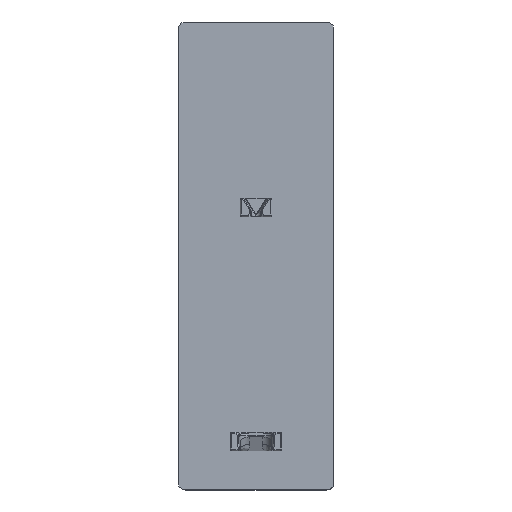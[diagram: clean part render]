
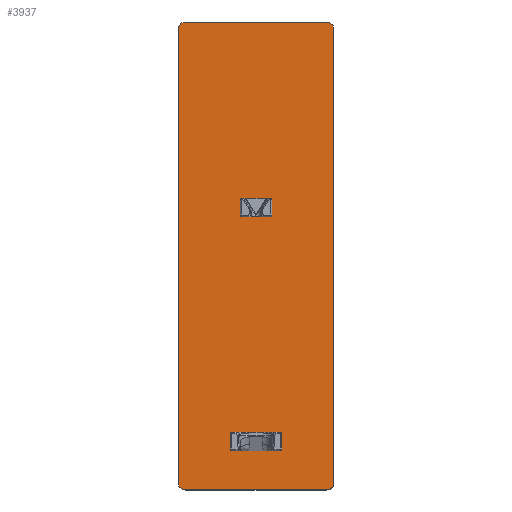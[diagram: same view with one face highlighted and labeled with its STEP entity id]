
A CAD part, top view. The second image highlights one B-rep face of the part: STEP entity #3937.
In plain terms, the highlighted free-form (B-spline) face has degree [1, 1] with [2, 2] control points.
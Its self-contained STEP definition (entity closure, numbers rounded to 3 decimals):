
#3364 = VERTEX_POINT('',#3365);
#3365 = CARTESIAN_POINT('',(316.514,29.972,
    17.154));
#3370 = EDGE_CURVE('',#3371,#3364,#3373,.T.);
#3371 = VERTEX_POINT('',#3372);
#3372 = CARTESIAN_POINT('',(326.296,29.972,
    17.154));
#3373 = B_SPLINE_CURVE_WITH_KNOTS('',1,(#3374,#3375),.UNSPECIFIED.,.F.,
  .F.,(2,2),(-15.743,-8.073),.PIECEWISE_BEZIER_KNOTS.);
#3374 = CARTESIAN_POINT('',(326.296,29.972,
    17.154));
#3375 = CARTESIAN_POINT('',(316.514,29.972,
    17.154));
#3407 = VERTEX_POINT('',#3408);
#3408 = CARTESIAN_POINT('',(326.296,33.799,
    17.154));
#3413 = EDGE_CURVE('',#3414,#3407,#3416,.T.);
#3414 = VERTEX_POINT('',#3415);
#3415 = CARTESIAN_POINT('',(316.514,33.799,
    17.154));
#3416 = B_SPLINE_CURVE_WITH_KNOTS('',1,(#3417,#3418),.UNSPECIFIED.,.F.,
  .F.,(2,2),(11.908,19.578),.PIECEWISE_BEZIER_KNOTS.);
#3417 = CARTESIAN_POINT('',(316.514,33.799,
    17.154));
#3418 = CARTESIAN_POINT('',(326.296,33.799,
    17.154));
#3602 = VERTEX_POINT('',#3603);
#3603 = CARTESIAN_POINT('',(316.514,190.675,
    17.154));
#3608 = EDGE_CURVE('',#3609,#3602,#3611,.T.);
#3609 = VERTEX_POINT('',#3610);
#3610 = CARTESIAN_POINT('',(326.296,190.675,
    17.154));
#3611 = B_SPLINE_CURVE_WITH_KNOTS('',1,(#3612,#3613),.UNSPECIFIED.,.F.,
  .F.,(2,2),(-15.743,-8.073),.PIECEWISE_BEZIER_KNOTS.);
#3612 = CARTESIAN_POINT('',(326.296,190.675,
    17.154));
#3613 = CARTESIAN_POINT('',(316.514,190.675,
    17.154));
#3645 = VERTEX_POINT('',#3646);
#3646 = CARTESIAN_POINT('',(326.296,194.501,
    17.154));
#3651 = EDGE_CURVE('',#3652,#3645,#3654,.T.);
#3652 = VERTEX_POINT('',#3653);
#3653 = CARTESIAN_POINT('',(316.514,194.501,
    17.154));
#3654 = B_SPLINE_CURVE_WITH_KNOTS('',1,(#3655,#3656),.UNSPECIFIED.,.F.,
  .F.,(2,2),(11.908,19.578),.PIECEWISE_BEZIER_KNOTS.);
#3655 = CARTESIAN_POINT('',(316.514,194.501,
    17.154));
#3656 = CARTESIAN_POINT('',(326.296,194.501,
    17.154));
#3832 = EDGE_CURVE('',#3407,#3371,#3833,.T.);
#3833 = ( BOUNDED_CURVE() B_SPLINE_CURVE(2,(#3834,#3835,#3836,#3837,
#3838),.UNSPECIFIED.,.F.,.F.) B_SPLINE_CURVE_WITH_KNOTS((3,2,3),(
    4.712,6.283,7.854),
.PIECEWISE_BEZIER_KNOTS.) CURVE() GEOMETRIC_REPRESENTATION_ITEM() 
RATIONAL_B_SPLINE_CURVE((1.,0.707,1.,0.707,1.)) 
REPRESENTATION_ITEM('') );
#3834 = CARTESIAN_POINT('',(326.296,33.799,
    17.154));
#3835 = CARTESIAN_POINT('',(328.21,33.799,
    17.154));
#3836 = CARTESIAN_POINT('',(328.21,31.885,
    17.154));
#3837 = CARTESIAN_POINT('',(328.21,29.972,
    17.154));
#3838 = CARTESIAN_POINT('',(326.296,29.972,
    17.154));
#3855 = EDGE_CURVE('',#3364,#3414,#3856,.T.);
#3856 = ( BOUNDED_CURVE() B_SPLINE_CURVE(2,(#3857,#3858,#3859,#3860,
#3861),.UNSPECIFIED.,.F.,.F.) B_SPLINE_CURVE_WITH_KNOTS((3,2,3),(
    1.571,3.142,4.712),
.PIECEWISE_BEZIER_KNOTS.) CURVE() GEOMETRIC_REPRESENTATION_ITEM() 
RATIONAL_B_SPLINE_CURVE((1.,0.707,1.,0.707,1.)) 
REPRESENTATION_ITEM('') );
#3857 = CARTESIAN_POINT('',(316.514,29.972,
    17.154));
#3858 = CARTESIAN_POINT('',(314.601,29.972,
    17.154));
#3859 = CARTESIAN_POINT('',(314.601,31.885,
    17.154));
#3860 = CARTESIAN_POINT('',(314.601,33.799,
    17.154));
#3861 = CARTESIAN_POINT('',(316.514,33.799,
    17.154));
#3918 = EDGE_CURVE('',#3645,#3609,#3919,.T.);
#3919 = ( BOUNDED_CURVE() B_SPLINE_CURVE(2,(#3920,#3921,#3922,#3923,
#3924),.UNSPECIFIED.,.F.,.F.) B_SPLINE_CURVE_WITH_KNOTS((3,2,3),(
    4.712,6.283,7.854),
.PIECEWISE_BEZIER_KNOTS.) CURVE() GEOMETRIC_REPRESENTATION_ITEM() 
RATIONAL_B_SPLINE_CURVE((1.,0.707,1.,0.707,1.)) 
REPRESENTATION_ITEM('') );
#3920 = CARTESIAN_POINT('',(326.296,194.501,
    17.154));
#3921 = CARTESIAN_POINT('',(328.21,194.501,
    17.154));
#3922 = CARTESIAN_POINT('',(328.21,192.588,
    17.154));
#3923 = CARTESIAN_POINT('',(328.21,190.675,
    17.154));
#3924 = CARTESIAN_POINT('',(326.296,190.675,
    17.154));
#3937 = ADVANCED_FACE('',(#3938,#4000,#4013),#4019,.T.);
#3938 = FACE_BOUND('',#3939,.T.);
#3939 = EDGE_LOOP('',(#3940,#3949,#3957,#3964,#3972,#3979,#3987,#3994));
#3940 = ORIENTED_EDGE('',*,*,#3941,.T.);
#3941 = EDGE_CURVE('',#3942,#3944,#3946,.T.);
#3942 = VERTEX_POINT('',#3943);
#3943 = CARTESIAN_POINT('',(267.838,315.028,
    17.154));
#3944 = VERTEX_POINT('',#3945);
#3945 = CARTESIAN_POINT('',(267.838,3.826,
    17.154));
#3946 = B_SPLINE_CURVE_WITH_KNOTS('',1,(#3947,#3948),.UNSPECIFIED.,.F.,
  .F.,(2,2),(-143.001,100.999),.PIECEWISE_BEZIER_KNOTS.);
#3947 = CARTESIAN_POINT('',(267.838,315.028,
    17.154));
#3948 = CARTESIAN_POINT('',(267.838,3.826,
    17.154));
#3949 = ORIENTED_EDGE('',*,*,#3950,.T.);
#3950 = EDGE_CURVE('',#3944,#3951,#3953,.T.);
#3951 = VERTEX_POINT('',#3952);
#3952 = CARTESIAN_POINT('',(272.939,-1.275,
    17.154));
#3953 = ( BOUNDED_CURVE() B_SPLINE_CURVE(2,(#3954,#3955,#3956),
.UNSPECIFIED.,.F.,.F.) B_SPLINE_CURVE_WITH_KNOTS((3,3),(4.712,
6.283),.PIECEWISE_BEZIER_KNOTS.) CURVE() 
GEOMETRIC_REPRESENTATION_ITEM() RATIONAL_B_SPLINE_CURVE((1.,
0.707,1.)) REPRESENTATION_ITEM('') );
#3954 = CARTESIAN_POINT('',(267.838,3.826,
    17.154));
#3955 = CARTESIAN_POINT('',(267.838,-1.275,
    17.154));
#3956 = CARTESIAN_POINT('',(272.939,-1.275,
    17.154));
#3957 = ORIENTED_EDGE('',*,*,#3958,.T.);
#3958 = EDGE_CURVE('',#3951,#3959,#3961,.T.);
#3959 = VERTEX_POINT('',#3960);
#3960 = CARTESIAN_POINT('',(369.871,-1.275,
    17.154));
#3961 = B_SPLINE_CURVE_WITH_KNOTS('',1,(#3962,#3963),.UNSPECIFIED.,.F.,
  .F.,(2,2),(-35.999,40.001),.PIECEWISE_BEZIER_KNOTS.);
#3962 = CARTESIAN_POINT('',(272.939,-1.275,
    17.154));
#3963 = CARTESIAN_POINT('',(369.871,-1.275,
    17.154));
#3964 = ORIENTED_EDGE('',*,*,#3965,.F.);
#3965 = EDGE_CURVE('',#3966,#3959,#3968,.T.);
#3966 = VERTEX_POINT('',#3967);
#3967 = CARTESIAN_POINT('',(374.973,3.826,
    17.154));
#3968 = ( BOUNDED_CURVE() B_SPLINE_CURVE(2,(#3969,#3970,#3971),
.UNSPECIFIED.,.F.,.F.) B_SPLINE_CURVE_WITH_KNOTS((3,3),(4.712,
6.283),.PIECEWISE_BEZIER_KNOTS.) CURVE() 
GEOMETRIC_REPRESENTATION_ITEM() RATIONAL_B_SPLINE_CURVE((1.,
0.707,1.)) REPRESENTATION_ITEM('') );
#3969 = CARTESIAN_POINT('',(374.973,3.826,
    17.154));
#3970 = CARTESIAN_POINT('',(374.973,-1.275,
    17.154));
#3971 = CARTESIAN_POINT('',(369.871,-1.275,
    17.154));
#3972 = ORIENTED_EDGE('',*,*,#3973,.T.);
#3973 = EDGE_CURVE('',#3966,#3974,#3976,.T.);
#3974 = VERTEX_POINT('',#3975);
#3975 = CARTESIAN_POINT('',(374.973,315.028,
    17.154));
#3976 = B_SPLINE_CURVE_WITH_KNOTS('',1,(#3977,#3978),.UNSPECIFIED.,.F.,
  .F.,(2,2),(-206.,38.),.PIECEWISE_BEZIER_KNOTS.);
#3977 = CARTESIAN_POINT('',(374.973,3.826,
    17.154));
#3978 = CARTESIAN_POINT('',(374.973,315.028,
    17.154));
#3979 = ORIENTED_EDGE('',*,*,#3980,.T.);
#3980 = EDGE_CURVE('',#3974,#3981,#3983,.T.);
#3981 = VERTEX_POINT('',#3982);
#3982 = CARTESIAN_POINT('',(369.871,320.13,
    17.154));
#3983 = ( BOUNDED_CURVE() B_SPLINE_CURVE(2,(#3984,#3985,#3986),
.UNSPECIFIED.,.F.,.F.) B_SPLINE_CURVE_WITH_KNOTS((3,3),(4.712,
6.283),.PIECEWISE_BEZIER_KNOTS.) CURVE() 
GEOMETRIC_REPRESENTATION_ITEM() RATIONAL_B_SPLINE_CURVE((1.,
0.707,1.)) REPRESENTATION_ITEM('') );
#3984 = CARTESIAN_POINT('',(374.973,315.028,
    17.154));
#3985 = CARTESIAN_POINT('',(374.973,320.13,
    17.154));
#3986 = CARTESIAN_POINT('',(369.871,320.13,
    17.154));
#3987 = ORIENTED_EDGE('',*,*,#3988,.F.);
#3988 = EDGE_CURVE('',#3989,#3981,#3991,.T.);
#3989 = VERTEX_POINT('',#3990);
#3990 = CARTESIAN_POINT('',(272.939,320.13,
    17.154));
#3991 = B_SPLINE_CURVE_WITH_KNOTS('',1,(#3992,#3993),.UNSPECIFIED.,.F.,
  .F.,(2,2),(-64.174,11.826),.PIECEWISE_BEZIER_KNOTS.);
#3992 = CARTESIAN_POINT('',(272.939,320.13,
    17.154));
#3993 = CARTESIAN_POINT('',(369.871,320.13,
    17.154));
#3994 = ORIENTED_EDGE('',*,*,#3995,.T.);
#3995 = EDGE_CURVE('',#3989,#3942,#3996,.T.);
#3996 = ( BOUNDED_CURVE() B_SPLINE_CURVE(2,(#3997,#3998,#3999),
.UNSPECIFIED.,.F.,.F.) B_SPLINE_CURVE_WITH_KNOTS((3,3),(4.712,
6.283),.PIECEWISE_BEZIER_KNOTS.) CURVE() 
GEOMETRIC_REPRESENTATION_ITEM() RATIONAL_B_SPLINE_CURVE((1.,
0.707,1.)) REPRESENTATION_ITEM('') );
#3997 = CARTESIAN_POINT('',(272.939,320.13,
    17.154));
#3998 = CARTESIAN_POINT('',(267.838,320.13,
    17.154));
#3999 = CARTESIAN_POINT('',(267.838,315.028,
    17.154));
#4000 = FACE_BOUND('',#4001,.T.);
#4001 = EDGE_LOOP('',(#4002,#4003,#4011,#4012));
#4002 = ORIENTED_EDGE('',*,*,#3608,.T.);
#4003 = ORIENTED_EDGE('',*,*,#4004,.T.);
#4004 = EDGE_CURVE('',#3602,#3652,#4005,.T.);
#4005 = ( BOUNDED_CURVE() B_SPLINE_CURVE(2,(#4006,#4007,#4008,#4009,
#4010),.UNSPECIFIED.,.F.,.F.) B_SPLINE_CURVE_WITH_KNOTS((3,2,3),(
    1.571,3.142,4.712),
.PIECEWISE_BEZIER_KNOTS.) CURVE() GEOMETRIC_REPRESENTATION_ITEM() 
RATIONAL_B_SPLINE_CURVE((1.,0.707,1.,0.707,1.)) 
REPRESENTATION_ITEM('') );
#4006 = CARTESIAN_POINT('',(316.514,190.675,
    17.154));
#4007 = CARTESIAN_POINT('',(314.601,190.675,
    17.154));
#4008 = CARTESIAN_POINT('',(314.601,192.588,
    17.154));
#4009 = CARTESIAN_POINT('',(314.601,194.501,
    17.154));
#4010 = CARTESIAN_POINT('',(316.514,194.501,
    17.154));
#4011 = ORIENTED_EDGE('',*,*,#3651,.T.);
#4012 = ORIENTED_EDGE('',*,*,#3918,.T.);
#4013 = FACE_BOUND('',#4014,.T.);
#4014 = EDGE_LOOP('',(#4015,#4016,#4017,#4018));
#4015 = ORIENTED_EDGE('',*,*,#3370,.T.);
#4016 = ORIENTED_EDGE('',*,*,#3855,.T.);
#4017 = ORIENTED_EDGE('',*,*,#3413,.T.);
#4018 = ORIENTED_EDGE('',*,*,#3832,.T.);
#4019 = B_SPLINE_SURFACE_WITH_KNOTS('',1,1,(
    (#4020,#4021)
    ,(#4022,#4023
    )),.UNSPECIFIED.,.F.,.F.,.F.,(2,2),(2,2),(-119.,133.),(
    -14.348,69.652),.PIECEWISE_BEZIER_KNOTS.);
#4020 = CARTESIAN_POINT('',(267.838,320.13,
    17.154));
#4021 = CARTESIAN_POINT('',(374.973,320.13,
    17.154));
#4022 = CARTESIAN_POINT('',(267.838,-1.275,
    17.154));
#4023 = CARTESIAN_POINT('',(374.973,-1.275,
    17.154));
